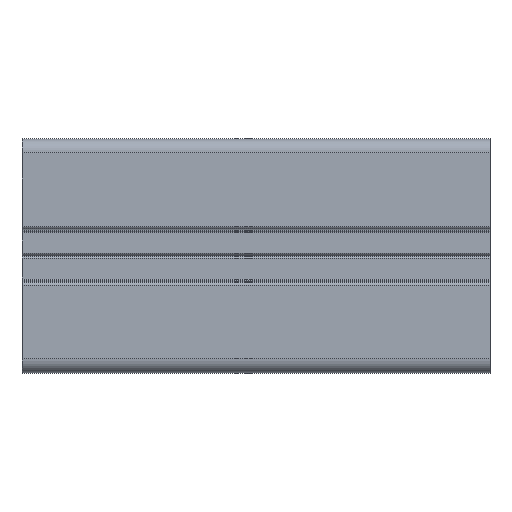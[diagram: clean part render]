
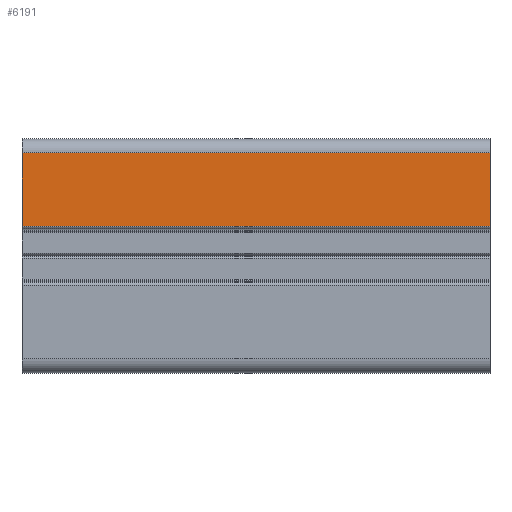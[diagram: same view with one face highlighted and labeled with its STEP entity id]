
A CAD part, top view. The second image highlights one B-rep face of the part: STEP entity #6191.
In plain terms, the highlighted planar face has unit normal (0, 0, 1).
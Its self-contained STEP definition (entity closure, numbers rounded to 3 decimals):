
#183 = VERTEX_POINT ( 'NONE', #6700 ) ;
#215 = ORIENTED_EDGE ( 'NONE', *, *, #8267, .F. ) ;
#244 = FACE_OUTER_BOUND ( 'NONE', #2306, .T. ) ;
#343 = EDGE_CURVE ( 'NONE', #10399, #183, #6761, .T. ) ;
#475 = ORIENTED_EDGE ( 'NONE', *, *, #1697, .T. ) ;
#548 = PLANE ( 'NONE',  #8043 ) ;
#599 = LINE ( 'NONE', #4408, #1741 ) ;
#1165 = CARTESIAN_POINT ( 'NONE',  ( 59.184, 76.898, 25. ) ) ;
#1199 = CARTESIAN_POINT ( 'NONE',  ( -40.816, 76.898, 25. ) ) ;
#1445 = ORIENTED_EDGE ( 'NONE', *, *, #9310, .T. ) ;
#1580 = VERTEX_POINT ( 'NONE', #7465 ) ;
#1697 = EDGE_CURVE ( 'NONE', #4079, #1580, #4312, .T. ) ;
#1741 = VECTOR ( 'NONE', #10231, 1000. ) ;
#2306 = EDGE_LOOP ( 'NONE', ( #475, #215, #8612, #1445 ) ) ;
#2446 = VECTOR ( 'NONE', #6771, 1000. ) ;
#3027 = DIRECTION ( 'NONE',  ( 0., 0., -1. ) ) ;
#4079 = VERTEX_POINT ( 'NONE', #4191 ) ;
#4191 = CARTESIAN_POINT ( 'NONE',  ( -40.816, 76.898, 25. ) ) ;
#4312 = LINE ( 'NONE', #1199, #6738 ) ;
#4408 = CARTESIAN_POINT ( 'NONE',  ( 59.184, 61.198, 25. ) ) ;
#4989 = DIRECTION ( 'NONE',  ( -1., 0., 0. ) ) ;
#5722 = LINE ( 'NONE', #6598, #7376 ) ;
#6191 = ADVANCED_FACE ( 'NONE', ( #244 ), #548, .F. ) ;
#6204 = CARTESIAN_POINT ( 'NONE',  ( 59.184, 76.898, 25. ) ) ;
#6598 = CARTESIAN_POINT ( 'NONE',  ( 59.184, 76.898, 25. ) ) ;
#6700 = CARTESIAN_POINT ( 'NONE',  ( 59.184, 61.198, 25. ) ) ;
#6738 = VECTOR ( 'NONE', #8494, 1000. ) ;
#6761 = LINE ( 'NONE', #1165, #2446 ) ;
#6771 = DIRECTION ( 'NONE',  ( 0., -1., 0. ) ) ;
#7376 = VECTOR ( 'NONE', #4989, 1000. ) ;
#7465 = CARTESIAN_POINT ( 'NONE',  ( -40.816, 61.198, 25. ) ) ;
#7765 = DIRECTION ( 'NONE',  ( -1., 0., 0. ) ) ;
#8043 = AXIS2_PLACEMENT_3D ( 'NONE', #6204, #3027, #7765 ) ;
#8199 = CARTESIAN_POINT ( 'NONE',  ( 59.184, 76.898, 25. ) ) ;
#8267 = EDGE_CURVE ( 'NONE', #183, #1580, #599, .T. ) ;
#8494 = DIRECTION ( 'NONE',  ( 0., -1., 0. ) ) ;
#8612 = ORIENTED_EDGE ( 'NONE', *, *, #343, .F. ) ;
#9310 = EDGE_CURVE ( 'NONE', #10399, #4079, #5722, .T. ) ;
#10231 = DIRECTION ( 'NONE',  ( -1., 0., 0. ) ) ;
#10399 = VERTEX_POINT ( 'NONE', #8199 ) ;
